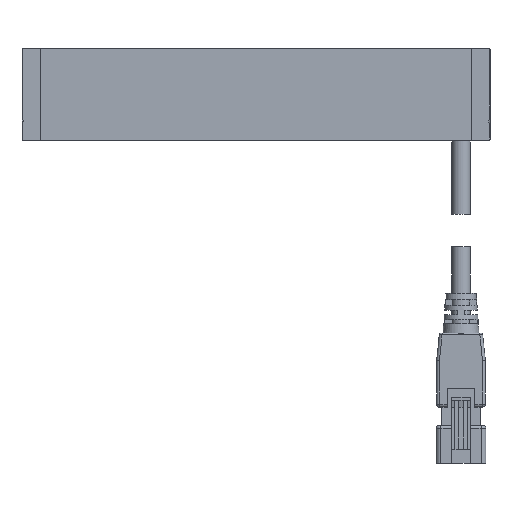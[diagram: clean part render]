
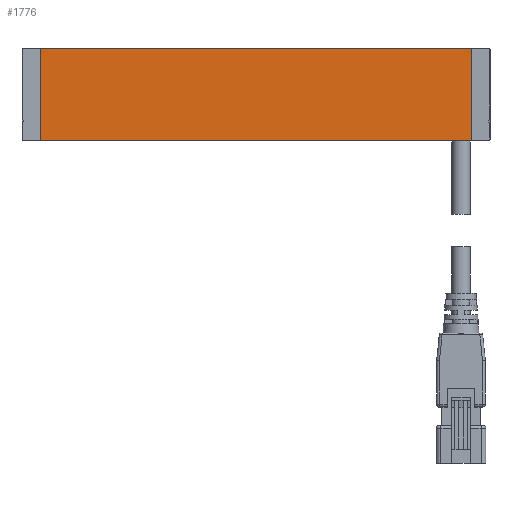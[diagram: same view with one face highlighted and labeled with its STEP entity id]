
A CAD part, front view. The second image highlights one B-rep face of the part: STEP entity #1776.
In plain terms, the highlighted planar face has unit normal (0, -1, 0).
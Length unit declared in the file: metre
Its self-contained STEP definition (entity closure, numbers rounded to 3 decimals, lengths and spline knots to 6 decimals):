
#1776=ADVANCED_FACE('11:19719',(#4827),#4828,.T.);
#2728=EDGE_CURVE('11:15939',#6254,#6251,#6255,.T.);
#2858=EDGE_CURVE('11:20004',#6415,#6412,#6416,.T.);
#2972=EDGE_CURVE('11:20150',#6412,#6254,#6557,.T.);
#2974=EDGE_CURVE('11:20130',#6415,#6251,#6559,.T.);
#4827=FACE_OUTER_BOUND('',#8859,.T.);
#4828=PLANE('',#8860);
#6251=VERTEX_POINT('',#11215);
#6254=VERTEX_POINT('',#11220);
#6255=LINE('',#11221,#11222);
#6412=VERTEX_POINT('',#11508);
#6415=VERTEX_POINT('',#11513);
#6416=LINE('',#11514,#11515);
#6557=LINE('',#11773,#11774);
#6559=LINE('',#11777,#11778);
#8859=EDGE_LOOP('',(#16879,#16880,#16881,#16882));
#8860=AXIS2_PLACEMENT_3D('',#16883,#16884,#16885);
#11215=CARTESIAN_POINT('',(-0.046,-0.0095,0.0));
#11220=CARTESIAN_POINT('',(-0.046,-0.0095,0.0195));
#11221=CARTESIAN_POINT('',(-0.046,-0.0095,0.00545));
#11222=VECTOR('',#18130,1.0);
#11508=CARTESIAN_POINT('',(0.046,-0.0095,0.0195));
#11513=CARTESIAN_POINT('',(0.046,-0.0095,0.0));
#11514=CARTESIAN_POINT('',(0.046,-0.0095,0.00545));
#11515=VECTOR('',#18201,1.0);
#11773=CARTESIAN_POINT('',(0.095,-0.0095,0.0195));
#11774=VECTOR('',#18263,1.0);
#11777=CARTESIAN_POINT('',(0.095,-0.0095,0.0));
#11778=VECTOR('',#18264,1.0);
#16879=ORIENTED_EDGE('',*,*,#2974,.F.);
#16880=ORIENTED_EDGE('',*,*,#2858,.T.);
#16881=ORIENTED_EDGE('',*,*,#2972,.T.);
#16882=ORIENTED_EDGE('',*,*,#2728,.T.);
#16883=CARTESIAN_POINT('',(0.0,-0.0095,0.0));
#16884=DIRECTION('',(0.0,-1.0,0.0));
#16885=DIRECTION('',(0.0,0.0,-1.0));
#18130=DIRECTION('',(0.0,0.0,-1.0));
#18201=DIRECTION('',(0.0,0.0,1.0));
#18263=DIRECTION('',(-1.0,0.0,0.0));
#18264=DIRECTION('',(-1.0,0.0,0.0));
